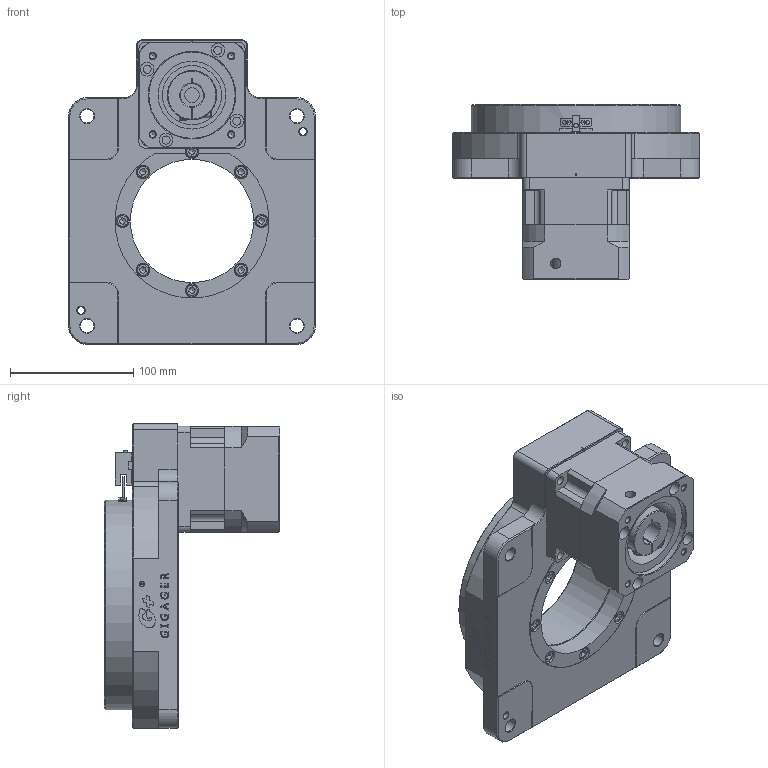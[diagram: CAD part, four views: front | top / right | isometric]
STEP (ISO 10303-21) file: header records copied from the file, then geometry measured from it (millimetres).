
FILE_DESCRIPTION (( 'STEP AP203' ), '1' );
FILE_NAME ('GSG200M-30K-SV2.step', '2021-06-01T02:13:48', ( 'Microsoft' ), ( 'Microsoft' ), 'SwSTEP 2.0', 'SolidWorks 2019', '' );
FILE_SCHEMA (( 'CONFIG_CONTROL_DESIGN' ));
Length unit declared in the file: millimetre
Products named in the file (1): GSG200M-30K-SV2
Bounding box: 200 x 142 x 247 mm (x, y, z)
Volume: 1705022.2 mm3; surface area: 346722.7 mm2
Topology: 19 solids, 19 shells, 861 faces, 2110 edges, 1352 vertices
Faces by surface type: plane 413, cylinder 200, cone 123, bspline 107, torus 18
Full cylindrical faces by diameter (mm): 2.05 x2, 2.5 x2, 3.5 x1, 5 x27, 6 x15, 6.5 x1, 6.6 x12, 7 x4, 8 x2, 8.5 x2, 10 x9, 11 x16, 12 x1, 19 x1, 23.5 x1, 24 x2, 30 x2, 37 x1, 40 x2, 45 x1, 47.996 x1, 54 x1, 55 x1, 60 x1, 64.691 x1, 65 x1, 68 x1, 69 x1, 70 x2, 72 x2
Entity records: 27829 total; most frequent: CARTESIAN_POINT 9331, ORIENTED_EDGE 3558, DIRECTION 3551, EDGE_CURVE 1779, AXIS2_PLACEMENT_3D 1298, VERTEX_POINT 1266, EDGE_LOOP 1247, FACE_OUTER_BOUND 1004
